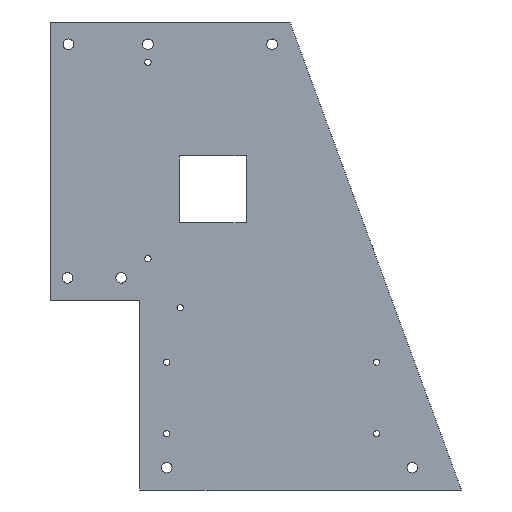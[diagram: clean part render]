
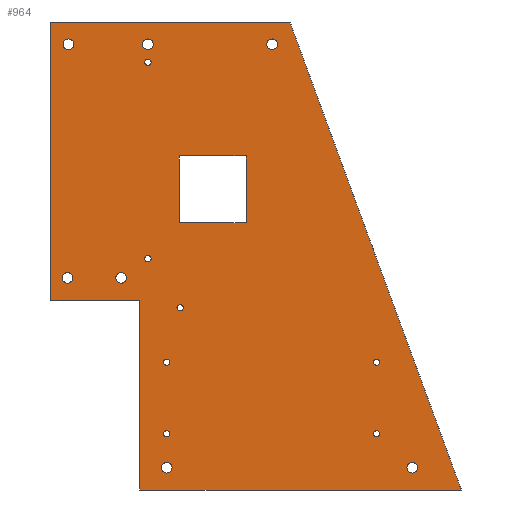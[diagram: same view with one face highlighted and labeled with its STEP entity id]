
A CAD part, left-side view. The second image highlights one B-rep face of the part: STEP entity #964.
In plain terms, the highlighted planar face has unit normal (-1, 0, 0).
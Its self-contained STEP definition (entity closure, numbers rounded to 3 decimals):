
#51=FACE_BOUND('',#215,.T.);
#52=FACE_BOUND('',#216,.T.);
#53=FACE_BOUND('',#217,.T.);
#54=FACE_BOUND('',#218,.T.);
#55=FACE_BOUND('',#219,.T.);
#56=FACE_BOUND('',#220,.T.);
#57=FACE_BOUND('',#221,.T.);
#58=FACE_BOUND('',#222,.T.);
#59=FACE_BOUND('',#223,.T.);
#60=FACE_BOUND('',#224,.T.);
#61=FACE_BOUND('',#225,.T.);
#62=FACE_BOUND('',#226,.T.);
#63=FACE_BOUND('',#227,.T.);
#64=FACE_BOUND('',#228,.T.);
#65=FACE_BOUND('',#229,.T.);
#84=PLANE('',#1067);
#131=FACE_OUTER_BOUND('',#214,.T.);
#214=EDGE_LOOP('',(#866,#867,#868,#869,#870,#871));
#215=EDGE_LOOP('',(#872));
#216=EDGE_LOOP('',(#873));
#217=EDGE_LOOP('',(#874));
#218=EDGE_LOOP('',(#875));
#219=EDGE_LOOP('',(#876));
#220=EDGE_LOOP('',(#877));
#221=EDGE_LOOP('',(#878));
#222=EDGE_LOOP('',(#879));
#223=EDGE_LOOP('',(#880));
#224=EDGE_LOOP('',(#881));
#225=EDGE_LOOP('',(#882));
#226=EDGE_LOOP('',(#883));
#227=EDGE_LOOP('',(#884));
#228=EDGE_LOOP('',(#885));
#229=EDGE_LOOP('',(#886,#887,#888,#889));
#272=LINE('',#1905,#330);
#276=LINE('',#1913,#334);
#279=LINE('',#1919,#337);
#282=LINE('',#1924,#340);
#298=LINE('',#2013,#356);
#302=LINE('',#2021,#360);
#305=LINE('',#2027,#363);
#308=LINE('',#2033,#366);
#311=LINE('',#2039,#369);
#314=LINE('',#2044,#372);
#330=VECTOR('',#1156,10.);
#334=VECTOR('',#1162,10.);
#337=VECTOR('',#1167,10.);
#340=VECTOR('',#1172,10.);
#356=VECTOR('',#1274,10.);
#360=VECTOR('',#1280,10.);
#363=VECTOR('',#1285,10.);
#366=VECTOR('',#1290,10.);
#369=VECTOR('',#1295,10.);
#372=VECTOR('',#1300,10.);
#389=CIRCLE('',#1020,6.);
#391=CIRCLE('',#1023,6.);
#393=CIRCLE('',#1026,6.);
#395=CIRCLE('',#1029,3.5);
#397=CIRCLE('',#1032,3.5);
#399=CIRCLE('',#1035,6.);
#401=CIRCLE('',#1038,6.);
#403=CIRCLE('',#1041,3.5);
#405=CIRCLE('',#1044,3.5);
#407=CIRCLE('',#1047,3.5);
#409=CIRCLE('',#1050,6.);
#411=CIRCLE('',#1053,6.);
#413=CIRCLE('',#1056,3.5);
#415=CIRCLE('',#1059,3.5);
#458=VERTEX_POINT('',#1903);
#459=VERTEX_POINT('',#1904);
#462=VERTEX_POINT('',#1912);
#464=VERTEX_POINT('',#1918);
#467=VERTEX_POINT('',#1929);
#469=VERTEX_POINT('',#1935);
#471=VERTEX_POINT('',#1941);
#473=VERTEX_POINT('',#1947);
#475=VERTEX_POINT('',#1953);
#477=VERTEX_POINT('',#1959);
#479=VERTEX_POINT('',#1965);
#481=VERTEX_POINT('',#1971);
#483=VERTEX_POINT('',#1977);
#485=VERTEX_POINT('',#1983);
#487=VERTEX_POINT('',#1989);
#489=VERTEX_POINT('',#1995);
#491=VERTEX_POINT('',#2001);
#493=VERTEX_POINT('',#2007);
#494=VERTEX_POINT('',#2011);
#495=VERTEX_POINT('',#2012);
#498=VERTEX_POINT('',#2020);
#500=VERTEX_POINT('',#2026);
#502=VERTEX_POINT('',#2032);
#504=VERTEX_POINT('',#2038);
#562=EDGE_CURVE('',#458,#459,#272,.T.);
#566=EDGE_CURVE('',#462,#458,#276,.T.);
#569=EDGE_CURVE('',#464,#462,#279,.T.);
#572=EDGE_CURVE('',#459,#464,#282,.T.);
#576=EDGE_CURVE('',#467,#467,#389,.T.);
#579=EDGE_CURVE('',#469,#469,#391,.T.);
#582=EDGE_CURVE('',#471,#471,#393,.T.);
#585=EDGE_CURVE('',#473,#473,#395,.T.);
#588=EDGE_CURVE('',#475,#475,#397,.T.);
#591=EDGE_CURVE('',#477,#477,#399,.T.);
#594=EDGE_CURVE('',#479,#479,#401,.T.);
#597=EDGE_CURVE('',#481,#481,#403,.T.);
#600=EDGE_CURVE('',#483,#483,#405,.T.);
#603=EDGE_CURVE('',#485,#485,#407,.T.);
#606=EDGE_CURVE('',#487,#487,#409,.T.);
#609=EDGE_CURVE('',#489,#489,#411,.T.);
#612=EDGE_CURVE('',#491,#491,#413,.T.);
#615=EDGE_CURVE('',#493,#493,#415,.T.);
#616=EDGE_CURVE('',#494,#495,#298,.T.);
#620=EDGE_CURVE('',#498,#494,#302,.T.);
#623=EDGE_CURVE('',#500,#498,#305,.T.);
#626=EDGE_CURVE('',#502,#500,#308,.T.);
#629=EDGE_CURVE('',#504,#502,#311,.T.);
#632=EDGE_CURVE('',#495,#504,#314,.T.);
#866=ORIENTED_EDGE('',*,*,#632,.F.);
#867=ORIENTED_EDGE('',*,*,#616,.F.);
#868=ORIENTED_EDGE('',*,*,#620,.F.);
#869=ORIENTED_EDGE('',*,*,#623,.F.);
#870=ORIENTED_EDGE('',*,*,#626,.F.);
#871=ORIENTED_EDGE('',*,*,#629,.F.);
#872=ORIENTED_EDGE('',*,*,#615,.F.);
#873=ORIENTED_EDGE('',*,*,#612,.F.);
#874=ORIENTED_EDGE('',*,*,#609,.F.);
#875=ORIENTED_EDGE('',*,*,#606,.F.);
#876=ORIENTED_EDGE('',*,*,#603,.F.);
#877=ORIENTED_EDGE('',*,*,#600,.F.);
#878=ORIENTED_EDGE('',*,*,#597,.F.);
#879=ORIENTED_EDGE('',*,*,#594,.F.);
#880=ORIENTED_EDGE('',*,*,#591,.F.);
#881=ORIENTED_EDGE('',*,*,#588,.F.);
#882=ORIENTED_EDGE('',*,*,#585,.F.);
#883=ORIENTED_EDGE('',*,*,#582,.F.);
#884=ORIENTED_EDGE('',*,*,#579,.F.);
#885=ORIENTED_EDGE('',*,*,#576,.F.);
#886=ORIENTED_EDGE('',*,*,#572,.F.);
#887=ORIENTED_EDGE('',*,*,#562,.F.);
#888=ORIENTED_EDGE('',*,*,#566,.F.);
#889=ORIENTED_EDGE('',*,*,#569,.F.);
#964=ADVANCED_FACE('',(#131,#51,#52,#53,#54,#55,#56,#57,#58,#59,#60,#61,
#62,#63,#64,#65),#84,.F.);
#1020=AXIS2_PLACEMENT_3D('',#1931,#1179,#1180);
#1023=AXIS2_PLACEMENT_3D('',#1937,#1186,#1187);
#1026=AXIS2_PLACEMENT_3D('',#1943,#1193,#1194);
#1029=AXIS2_PLACEMENT_3D('',#1949,#1200,#1201);
#1032=AXIS2_PLACEMENT_3D('',#1955,#1207,#1208);
#1035=AXIS2_PLACEMENT_3D('',#1961,#1214,#1215);
#1038=AXIS2_PLACEMENT_3D('',#1967,#1221,#1222);
#1041=AXIS2_PLACEMENT_3D('',#1973,#1228,#1229);
#1044=AXIS2_PLACEMENT_3D('',#1979,#1235,#1236);
#1047=AXIS2_PLACEMENT_3D('',#1985,#1242,#1243);
#1050=AXIS2_PLACEMENT_3D('',#1991,#1249,#1250);
#1053=AXIS2_PLACEMENT_3D('',#1997,#1256,#1257);
#1056=AXIS2_PLACEMENT_3D('',#2003,#1263,#1264);
#1059=AXIS2_PLACEMENT_3D('',#2009,#1270,#1271);
#1067=AXIS2_PLACEMENT_3D('',#2047,#1304,#1305);
#1156=DIRECTION('',(0.,0.,-1.));
#1162=DIRECTION('',(0.,1.,0.));
#1167=DIRECTION('',(0.,0.,1.));
#1172=DIRECTION('',(0.,-1.,0.));
#1179=DIRECTION('center_axis',(-1.,0.,0.));
#1180=DIRECTION('ref_axis',(0.,1.,0.));
#1186=DIRECTION('center_axis',(-1.,0.,0.));
#1187=DIRECTION('ref_axis',(0.,1.,0.));
#1193=DIRECTION('center_axis',(-1.,0.,0.));
#1194=DIRECTION('ref_axis',(0.,1.,0.));
#1200=DIRECTION('center_axis',(-1.,0.,0.));
#1201=DIRECTION('ref_axis',(0.,1.,0.));
#1207=DIRECTION('center_axis',(-1.,0.,0.));
#1208=DIRECTION('ref_axis',(0.,1.,0.));
#1214=DIRECTION('center_axis',(-1.,0.,0.));
#1215=DIRECTION('ref_axis',(0.,1.,0.));
#1221=DIRECTION('center_axis',(-1.,0.,0.));
#1222=DIRECTION('ref_axis',(0.,1.,0.));
#1228=DIRECTION('center_axis',(-1.,0.,0.));
#1229=DIRECTION('ref_axis',(0.,1.,0.));
#1235=DIRECTION('center_axis',(-1.,0.,0.));
#1236=DIRECTION('ref_axis',(0.,1.,0.));
#1242=DIRECTION('center_axis',(-1.,0.,0.));
#1243=DIRECTION('ref_axis',(0.,1.,0.));
#1249=DIRECTION('center_axis',(-1.,0.,0.));
#1250=DIRECTION('ref_axis',(0.,1.,0.));
#1256=DIRECTION('center_axis',(-1.,0.,0.));
#1257=DIRECTION('ref_axis',(0.,1.,0.));
#1263=DIRECTION('center_axis',(-1.,0.,0.));
#1264=DIRECTION('ref_axis',(0.,1.,0.));
#1270=DIRECTION('center_axis',(-1.,0.,0.));
#1271=DIRECTION('ref_axis',(0.,1.,0.));
#1274=DIRECTION('',(0.,-1.,0.));
#1280=DIRECTION('',(0.,0.,1.));
#1285=DIRECTION('',(0.,1.,0.));
#1290=DIRECTION('',(0.,0.,1.));
#1295=DIRECTION('',(0.,1.,0.));
#1300=DIRECTION('',(0.,-0.344,-0.939));
#1304=DIRECTION('center_axis',(1.,0.,0.));
#1305=DIRECTION('ref_axis',(0.,1.,0.));
#1903=CARTESIAN_POINT('',(0.,316.,374.));
#1904=CARTESIAN_POINT('',(0.,316.,299.));
#1905=CARTESIAN_POINT('',(0.,316.,374.));
#1912=CARTESIAN_POINT('',(0.,241.,374.));
#1913=CARTESIAN_POINT('',(0.,241.,374.));
#1918=CARTESIAN_POINT('',(0.,241.,299.));
#1919=CARTESIAN_POINT('',(0.,241.,299.));
#1924=CARTESIAN_POINT('',(0.,316.,299.));
#1929=CARTESIAN_POINT('',(0.,345.,499.));
#1931=CARTESIAN_POINT('Origin',(0.,351.,499.));
#1935=CARTESIAN_POINT('',(0.,206.,499.));
#1937=CARTESIAN_POINT('Origin',(0.,212.,499.));
#1941=CARTESIAN_POINT('',(0.,434.,499.));
#1943=CARTESIAN_POINT('Origin',(0.,440.,499.));
#1947=CARTESIAN_POINT('',(0.,347.5,479.));
#1949=CARTESIAN_POINT('Origin',(0.,351.,479.));
#1953=CARTESIAN_POINT('',(0.,347.5,259.));
#1955=CARTESIAN_POINT('Origin',(0.,351.,259.));
#1959=CARTESIAN_POINT('',(0.,375.,237.5));
#1961=CARTESIAN_POINT('Origin',(0.,381.,237.5));
#1965=CARTESIAN_POINT('',(0.,435.,237.5));
#1967=CARTESIAN_POINT('Origin',(0.,441.,237.5));
#1971=CARTESIAN_POINT('',(0.,91.5,143.));
#1973=CARTESIAN_POINT('Origin',(0.,95.,143.));
#1977=CARTESIAN_POINT('',(0.,326.5,143.));
#1979=CARTESIAN_POINT('Origin',(0.,330.,143.));
#1983=CARTESIAN_POINT('',(0.,91.5,63.));
#1985=CARTESIAN_POINT('Origin',(0.,95.,63.));
#1989=CARTESIAN_POINT('',(0.,324.,25.));
#1991=CARTESIAN_POINT('Origin',(0.,330.,25.));
#1995=CARTESIAN_POINT('',(0.,49.,25.));
#1997=CARTESIAN_POINT('Origin',(0.,55.,25.));
#2001=CARTESIAN_POINT('',(0.,311.5,204.));
#2003=CARTESIAN_POINT('Origin',(0.,315.,204.));
#2007=CARTESIAN_POINT('',(0.,326.5,63.));
#2009=CARTESIAN_POINT('Origin',(0.,330.,63.));
#2011=CARTESIAN_POINT('',(0.,460.,524.));
#2012=CARTESIAN_POINT('',(0.,192.,524.));
#2013=CARTESIAN_POINT('',(0.,460.,524.));
#2020=CARTESIAN_POINT('',(0.,460.,212.5));
#2021=CARTESIAN_POINT('',(0.,460.,212.5));
#2026=CARTESIAN_POINT('',(0.,360.,212.5));
#2027=CARTESIAN_POINT('',(0.,360.,212.5));
#2032=CARTESIAN_POINT('',(0.,360.,0.));
#2033=CARTESIAN_POINT('',(0.,360.,0.));
#2038=CARTESIAN_POINT('',(0.,0.,0.));
#2039=CARTESIAN_POINT('',(0.,0.,0.));
#2044=CARTESIAN_POINT('',(0.,192.,524.));
#2047=CARTESIAN_POINT('Origin',(0.,230.,262.));
